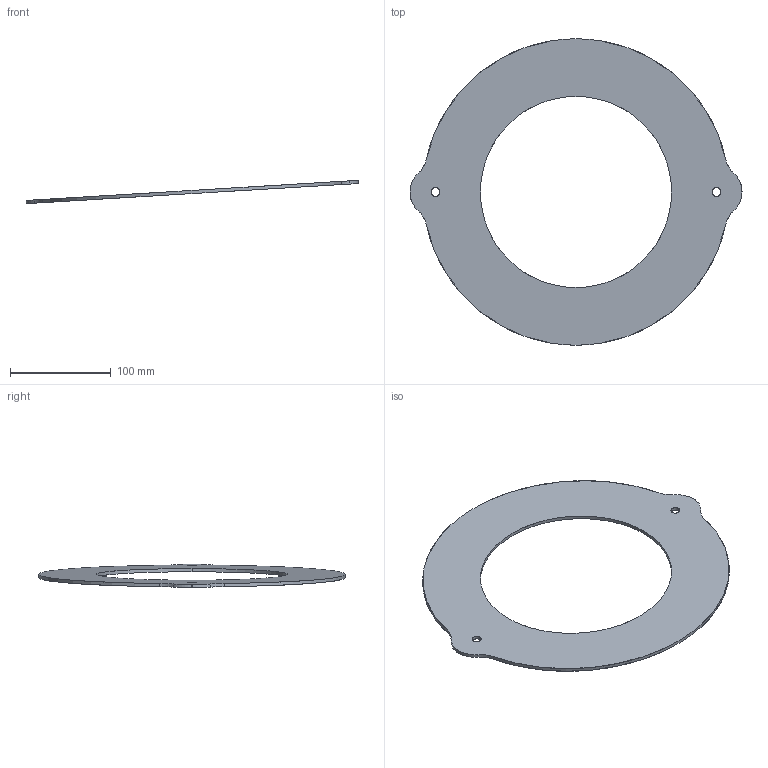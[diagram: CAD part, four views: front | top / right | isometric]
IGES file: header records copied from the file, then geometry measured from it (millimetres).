
Start section: SolidWorks IGES file using analytic representation for surfaces
Global section: file name: D1000275-v1 aLIGO_TRANSMON_TELE_BLACK_GLASS_PLATE.IGS; native system: SolidWorks 2010; preprocessor: SolidWorks 2010; author: cconley; date: 110121.095604; units: inch
Bounding box: 330.2 x 304.8 x 23.21 mm (x, y, z)
Surface area: 96097.7 mm2 (no closed solid volume)
Topology: 0 solids, 0 shells, 17 faces, 758 edges, 758 vertices
Faces by surface type: revolution 15, bspline 2
